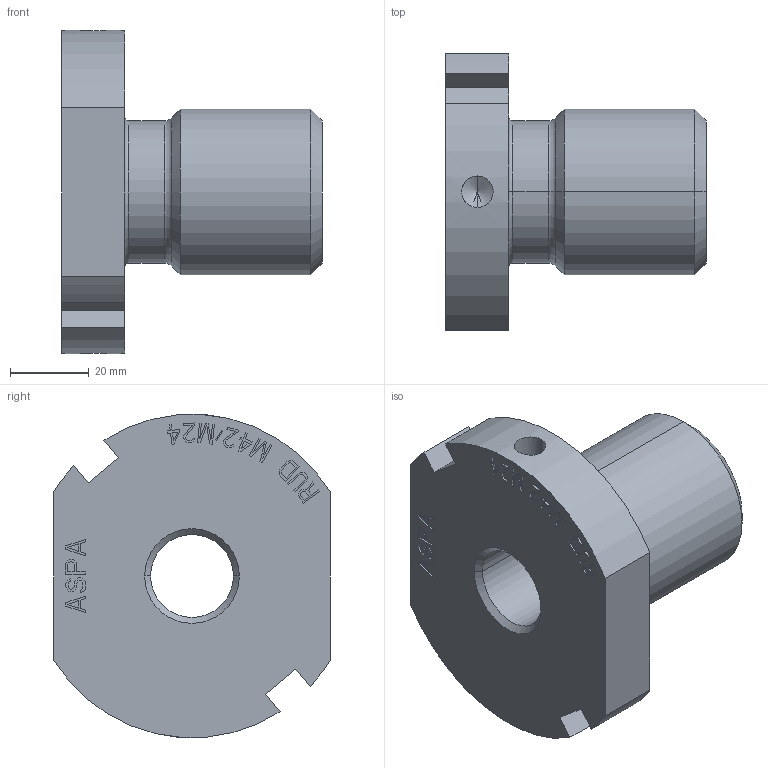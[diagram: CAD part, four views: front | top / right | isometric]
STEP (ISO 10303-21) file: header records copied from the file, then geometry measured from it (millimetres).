
FILE_DESCRIPTION((''),'2;1');
FILE_NAME('001-M32236-P-6','2014-06-04T',('Andreas.Wendler'),(''),'PRO/ENGINEER BY PARAMETRIC TECHNOLOGY CORPORATION, 2010140','PRO/ENGINEER BY PARAMETRIC TECHNOLOGY CORPORATION, 2010140','');
FILE_SCHEMA(('CONFIG_CONTROL_DESIGN'));
Length unit declared in the file: millimetre
Products named in the file (1): 001-M32236-P-6
Bounding box: 66 x 70 x 82 mm (x, y, z)
Volume: 116507.7 mm3; surface area: 25029.5 mm2
Topology: 1 solids, 1 shells, 354 faces, 976 edges, 644 vertices
Faces by surface type: plane 324, cylinder 14, cone 12, torus 4
Entity records: 11108 total; most frequent: CARTESIAN_POINT 2022, ORIENTED_EDGE 1944, DIRECTION 1718, EDGE_CURVE 972, VECTOR 926, LINE 926, VERTEX_POINT 644, AXIS2_PLACEMENT_3D 396
